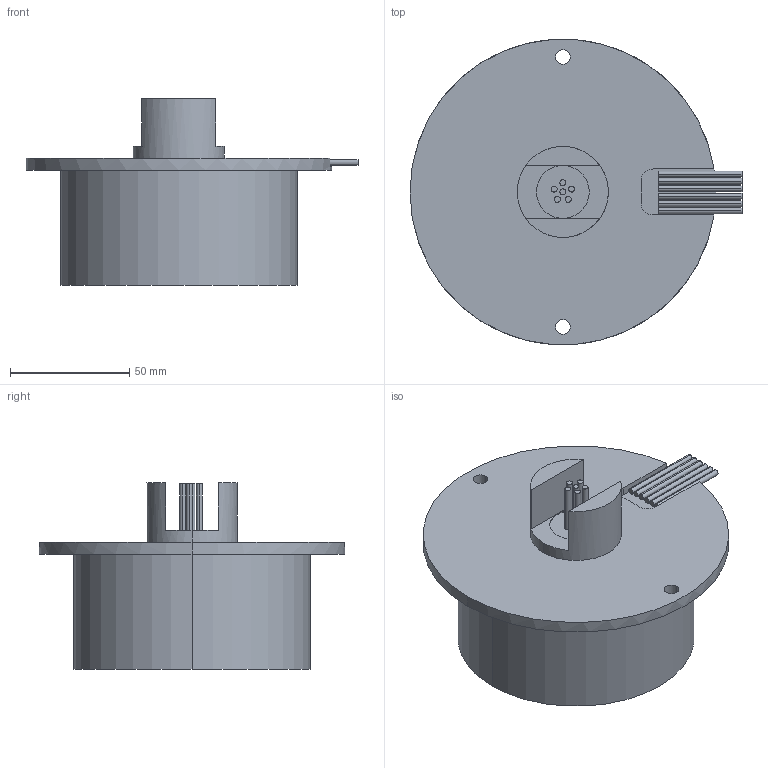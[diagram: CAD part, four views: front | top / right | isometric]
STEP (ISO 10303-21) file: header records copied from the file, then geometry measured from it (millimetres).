
FILE_DESCRIPTION (( 'STEP AP203' ), '1' );
FILE_NAME ('RX01231007.STEP', '2021-02-03T07:05:51', ( 'admin321' ), ( '' ), 'SwSTEP 2.0', 'SolidWorks 2014', '' );
FILE_SCHEMA (( 'CONFIG_CONTROL_DESIGN' ));
Length unit declared in the file: millimetre
Products named in the file (1): RX01231007
Bounding box: 139 x 128 x 78.2 mm (x, y, z)
Volume: 447106.3 mm3; surface area: 48986.5 mm2
Topology: 7 solids, 7 shells, 71 faces, 145 edges, 96 vertices
Faces by surface type: cylinder 40, plane 31
Entity records: 1984 total; most frequent: DIRECTION 377, CARTESIAN_POINT 313, ORIENTED_EDGE 290, AXIS2_PLACEMENT_3D 160, EDGE_CURVE 145, VERTEX_POINT 96, CIRCLE 88, EDGE_LOOP 83
